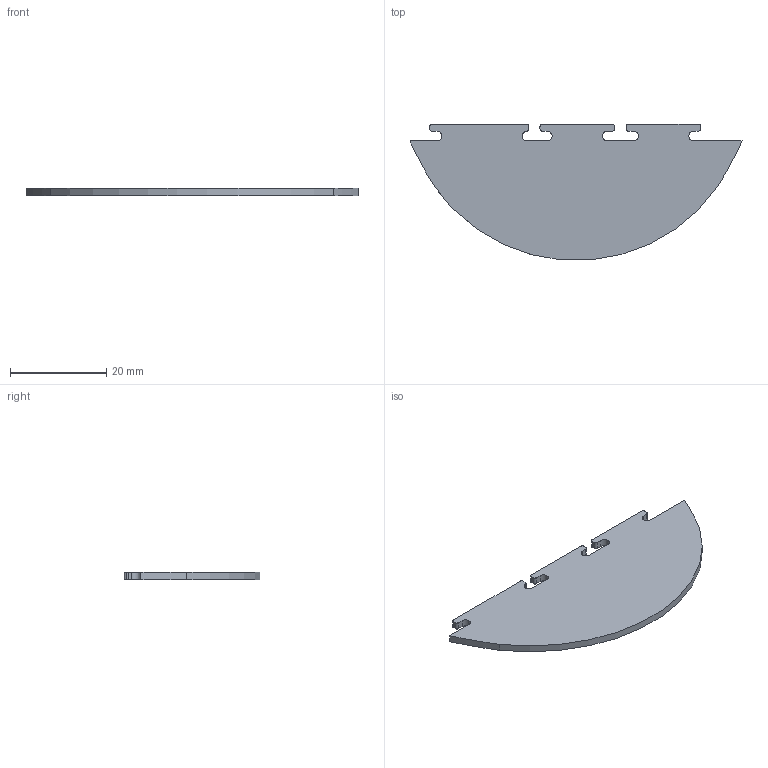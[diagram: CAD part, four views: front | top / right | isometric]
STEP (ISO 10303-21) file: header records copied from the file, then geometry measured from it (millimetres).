
FILE_DESCRIPTION(('KiCad electronic assembly'),'2;1');
FILE_NAME('Palm Support.step','2025-10-25T21:25:35',('Pcbnew'),('Kicad') ,'Open CASCADE STEP processor 7.8','KiCad to STEP converter','Unknown' );
FILE_SCHEMA(('AUTOMOTIVE_DESIGN { 1 0 10303 214 1 1 1 1 }'));
Length unit declared in the file: millimetre
Products named in the file (2): Palm Support 1; Trackball_PCB
Assembly tree (1 placements, depth 2):
  Palm Support 1
    Trackball_PCB
Bounding box: 69.15 x 28.29 x 1.51 mm (x, y, z)
Volume: 2121.5 mm3; surface area: 3113.6 mm2
Topology: 1 solids, 1 shells, 41 faces, 117 edges, 78 vertices
Faces by surface type: cylinder 21, plane 20
Entity records: 1390 total; most frequent: DIRECTION 245, CARTESIAN_POINT 238, ORIENTED_EDGE 234, EDGE_CURVE 117, AXIS2_PLACEMENT_3D 85, VERTEX_POINT 78, LINE 75, VECTOR 75
